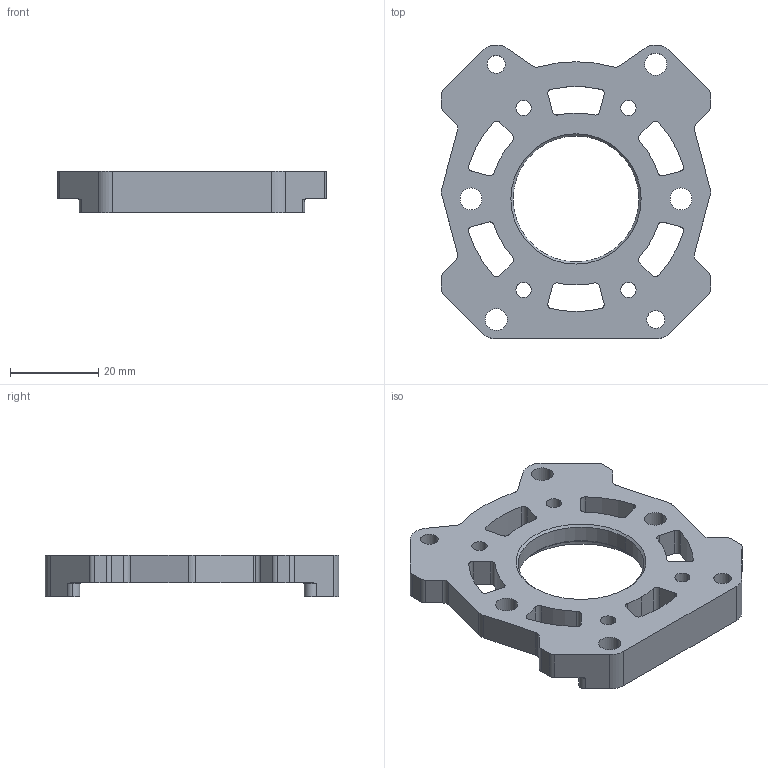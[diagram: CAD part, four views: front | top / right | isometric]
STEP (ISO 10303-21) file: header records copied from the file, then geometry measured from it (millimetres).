
FILE_DESCRIPTION (( 'STEP AP214' ), '1' );
FILE_NAME ('217-6111-001 20180604.STEP', '2018-06-04T19:00:21', ( '' ), ( '' ), 'SwSTEP 2.0', 'SolidWorks 2017', '' );
FILE_SCHEMA (( 'AUTOMOTIVE_DESIGN' ));
Length unit declared in the file: millimetre
Products named in the file (1): 217-6111-001 20180604
Bounding box: 61.04 x 66.66 x 9.53 mm (x, y, z)
Volume: 16539.9 mm3; surface area: 9830.2 mm2
Topology: 1 solids, 1 shells, 150 faces, 435 edges, 287 vertices
Faces by surface type: cylinder 101, plane 39, torus 6, cone 4
Entity records: 5294 total; most frequent: DIRECTION 946, CARTESIAN_POINT 903, ORIENTED_EDGE 870, EDGE_CURVE 435, AXIS2_PLACEMENT_3D 366, VERTEX_POINT 287, CIRCLE 215, VECTOR 214
